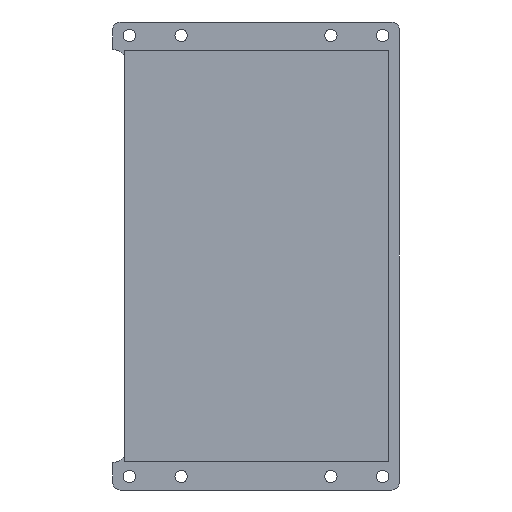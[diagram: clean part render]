
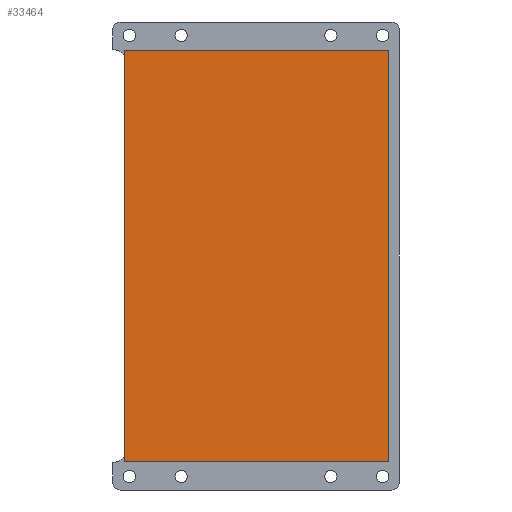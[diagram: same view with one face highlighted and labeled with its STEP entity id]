
A CAD part, front view. The second image highlights one B-rep face of the part: STEP entity #33464.
In plain terms, the highlighted planar face has unit normal (0, -1, 0).
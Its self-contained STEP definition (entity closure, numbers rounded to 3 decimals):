
#273=PLANE('',#35582);
#1890=FACE_OUTER_BOUND('',#3708,.T.);
#3708=EDGE_LOOP('',(#23400,#23401,#23402,#23403));
#5610=LINE('',#46783,#10170);
#5611=LINE('',#46785,#10171);
#5612=LINE('',#46787,#10172);
#5613=LINE('',#46788,#10173);
#10170=VECTOR('',#37895,10.);
#10171=VECTOR('',#37896,10.);
#10172=VECTOR('',#37897,10.);
#10173=VECTOR('',#37898,10.);
#15096=VERTEX_POINT('',#46781);
#15097=VERTEX_POINT('',#46782);
#15098=VERTEX_POINT('',#46784);
#15099=VERTEX_POINT('',#46786);
#18326=EDGE_CURVE('',#15096,#15097,#5610,.T.);
#18327=EDGE_CURVE('',#15097,#15098,#5611,.T.);
#18328=EDGE_CURVE('',#15098,#15099,#5612,.T.);
#18329=EDGE_CURVE('',#15099,#15096,#5613,.T.);
#23400=ORIENTED_EDGE('',*,*,#18326,.T.);
#23401=ORIENTED_EDGE('',*,*,#18327,.T.);
#23402=ORIENTED_EDGE('',*,*,#18328,.T.);
#23403=ORIENTED_EDGE('',*,*,#18329,.T.);
#33464=ADVANCED_FACE('',(#1890),#273,.T.);
#35582=AXIS2_PLACEMENT_3D('',#46780,#37893,#37894);
#37893=DIRECTION('center_axis',(0.,-1.,0.));
#37894=DIRECTION('ref_axis',(0.,0.,-1.));
#37895=DIRECTION('',(-1.,0.,0.));
#37896=DIRECTION('',(0.,0.,-1.));
#37897=DIRECTION('',(1.,0.,0.));
#37898=DIRECTION('',(0.,0.,1.));
#46780=CARTESIAN_POINT('Origin',(-34.4,-0.8,-53.55));
#46781=CARTESIAN_POINT('',(0.,-0.8,0.));
#46782=CARTESIAN_POINT('',(-68.8,-0.8,0.));
#46783=CARTESIAN_POINT('',(0.,-0.8,0.));
#46784=CARTESIAN_POINT('',(-68.8,-0.8,-107.1));
#46785=CARTESIAN_POINT('',(-68.8,-0.8,0.));
#46786=CARTESIAN_POINT('',(0.,-0.8,-107.1));
#46787=CARTESIAN_POINT('',(-68.8,-0.8,-107.1));
#46788=CARTESIAN_POINT('',(0.,-0.8,-107.1));
